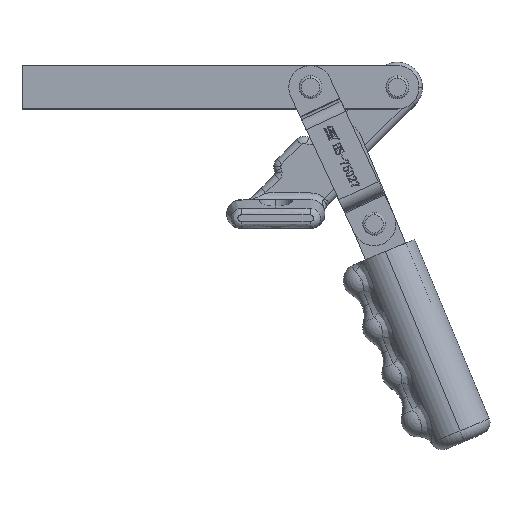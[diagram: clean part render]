
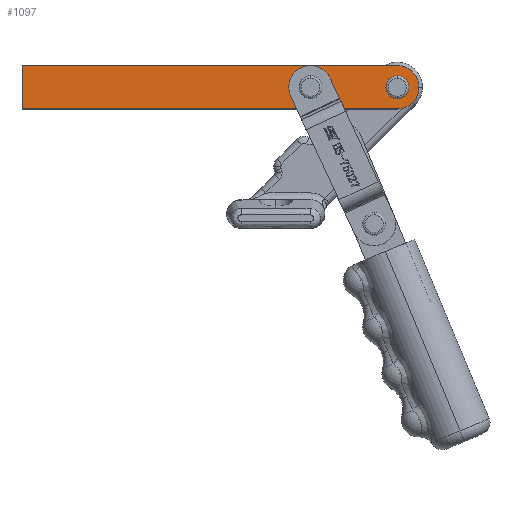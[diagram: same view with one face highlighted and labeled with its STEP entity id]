
A CAD part, top view. The second image highlights one B-rep face of the part: STEP entity #1097.
In plain terms, the highlighted planar face has unit normal (0, 0, 1).
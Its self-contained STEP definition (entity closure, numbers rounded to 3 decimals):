
#1097 = ADVANCED_FACE ( 'NONE', ( #5293, #5297, #5283 ), #17017, .T. ) ;
#1944 = CARTESIAN_POINT ( 'NONE',  ( 44.1, 0., 9.5 ) ) ;
#1945 = DIRECTION ( 'NONE',  ( 0., 0., 1. ) ) ;
#1946 = DIRECTION ( 'NONE',  ( 1., 0., 0. ) ) ;
#4892 = ORIENTED_EDGE ( 'NONE', *, *, #16764, .T. ) ;
#4893 = ORIENTED_EDGE ( 'NONE', *, *, #16788, .F. ) ;
#4894 = ORIENTED_EDGE ( 'NONE', *, *, #16524, .T. ) ;
#4895 = ORIENTED_EDGE ( 'NONE', *, *, #16530, .T. ) ;
#4896 = ORIENTED_EDGE ( 'NONE', *, *, #16771, .F. ) ;
#4897 = ORIENTED_EDGE ( 'NONE', *, *, #26656, .F. ) ;
#4898 = ORIENTED_EDGE ( 'NONE', *, *, #16527, .F. ) ;
#4899 = ORIENTED_EDGE ( 'NONE', *, *, #16516, .F. ) ;
#5283 = FACE_OUTER_BOUND ( 'NONE', #8721, .T. ) ;
#5293 = FACE_BOUND ( 'NONE', #8722, .T. ) ;
#5297 = FACE_BOUND ( 'NONE', #8724, .T. ) ;
#6502 = CARTESIAN_POINT ( 'NONE',  ( 82.1, 0., 9.5 ) ) ;
#6503 = DIRECTION ( 'NONE',  ( 0., 0., 1. ) ) ;
#6504 = DIRECTION ( 'NONE',  ( 1., 0., 0. ) ) ;
#6524 = CARTESIAN_POINT ( 'NONE',  ( 82.1, 0., 9.5 ) ) ;
#6525 = DIRECTION ( 'NONE',  ( 0., 0., 1. ) ) ;
#6526 = DIRECTION ( 'NONE',  ( 1., 0., 0. ) ) ;
#6530 = CARTESIAN_POINT ( 'NONE',  ( 82.1, 0., 9.5 ) ) ;
#6531 = DIRECTION ( 'NONE',  ( 0., 0., 1. ) ) ;
#6532 = DIRECTION ( 'NONE',  ( 1., 0., 0. ) ) ;
#6533 = CARTESIAN_POINT ( 'NONE',  ( 0., -9.5, 9.5 ) ) ;
#6538 = DIRECTION ( 'NONE',  ( 1., 0., 0. ) ) ;
#7320 = CIRCLE ( 'NONE', #15896, 4. ) ;
#7335 = CIRCLE ( 'NONE', #15900, 9.5 ) ;
#7338 = CIRCLE ( 'NONE', #15901, 4. ) ;
#7344 = LINE ( 'NONE', #6533, #7348 ) ;
#7348 = VECTOR ( 'NONE', #6538, 1000. ) ;
#7504 = LINE ( 'NONE', #14444, #7509 ) ;
#7506 = CIRCLE ( 'NONE', #15956, 4. ) ;
#7509 = VECTOR ( 'NONE', #14458, 1000. ) ;
#7525 = LINE ( 'NONE', #14498, #7528 ) ;
#7528 = VECTOR ( 'NONE', #14499, 1000. ) ;
#8721 = EDGE_LOOP ( 'NONE', ( #4895, #4894, #4893, #4892 ) ) ;
#8722 = EDGE_LOOP ( 'NONE', ( #4899, #4898 ) ) ;
#8724 = EDGE_LOOP ( 'NONE', ( #4897, #4896 ) ) ;
#14444 = CARTESIAN_POINT ( 'NONE',  ( -82.1, 0., 9.5 ) ) ;
#14458 = DIRECTION ( 'NONE',  ( 0., -1., 0. ) ) ;
#14468 = CARTESIAN_POINT ( 'NONE',  ( 44.1, 0., 9.5 ) ) ;
#14469 = DIRECTION ( 'NONE',  ( 0., 0., 1. ) ) ;
#14470 = DIRECTION ( 'NONE',  ( 1., 0., 0. ) ) ;
#14498 = CARTESIAN_POINT ( 'NONE',  ( 0., 9.5, 9.5 ) ) ;
#14499 = DIRECTION ( 'NONE',  ( 1., 0., 0. ) ) ;
#14763 = CIRCLE ( 'NONE', #16070, 4. ) ;
#15896 = AXIS2_PLACEMENT_3D ( 'NONE', #6502, #6503, #6504 ) ;
#15900 = AXIS2_PLACEMENT_3D ( 'NONE', #6524, #6525, #6526 ) ;
#15901 = AXIS2_PLACEMENT_3D ( 'NONE', #6530, #6531, #6532 ) ;
#15956 = AXIS2_PLACEMENT_3D ( 'NONE', #14468, #14469, #14470 ) ;
#16070 = AXIS2_PLACEMENT_3D ( 'NONE', #1944, #1945, #1946 ) ;
#16516 = EDGE_CURVE ( 'NONE', #28839, #28806, #7320, .T. ) ;
#16524 = EDGE_CURVE ( 'NONE', #28842, #28866, #7335, .T. ) ;
#16527 = EDGE_CURVE ( 'NONE', #28806, #28839, #7338, .T. ) ;
#16530 = EDGE_CURVE ( 'NONE', #28863, #28842, #7344, .T. ) ;
#16764 = EDGE_CURVE ( 'NONE', #28835, #28863, #7504, .T. ) ;
#16771 = EDGE_CURVE ( 'NONE', #28847, #28794, #7506, .T. ) ;
#16788 = EDGE_CURVE ( 'NONE', #28835, #28866, #7525, .T. ) ;
#17013 = DIRECTION ( 'NONE',  ( 0., 0., 1. ) ) ;
#17015 = CARTESIAN_POINT ( 'NONE',  ( 0., 0., 9.5 ) ) ;
#17017 = PLANE ( 'NONE',  #27200 ) ;
#17019 = DIRECTION ( 'NONE',  ( 1., 0., 0. ) ) ;
#22688 = CARTESIAN_POINT ( 'NONE',  ( 40.1, 0., 9.5 ) ) ;
#22700 = CARTESIAN_POINT ( 'NONE',  ( 86.1, 0., 9.5 ) ) ;
#22729 = CARTESIAN_POINT ( 'NONE',  ( -82.1, 9.5, 9.5 ) ) ;
#22733 = CARTESIAN_POINT ( 'NONE',  ( 78.1, 0., 9.5 ) ) ;
#22736 = CARTESIAN_POINT ( 'NONE',  ( 82.1, -9.5, 9.5 ) ) ;
#22741 = CARTESIAN_POINT ( 'NONE',  ( 48.1, 0., 9.5 ) ) ;
#22757 = CARTESIAN_POINT ( 'NONE',  ( -82.1, -9.5, 9.5 ) ) ;
#22760 = CARTESIAN_POINT ( 'NONE',  ( 82.1, 9.5, 9.5 ) ) ;
#26656 = EDGE_CURVE ( 'NONE', #28794, #28847, #14763, .T. ) ;
#27200 = AXIS2_PLACEMENT_3D ( 'NONE', #17015, #17013, #17019 ) ;
#28794 = VERTEX_POINT ( 'NONE', #22688 ) ;
#28806 = VERTEX_POINT ( 'NONE', #22700 ) ;
#28835 = VERTEX_POINT ( 'NONE', #22729 ) ;
#28839 = VERTEX_POINT ( 'NONE', #22733 ) ;
#28842 = VERTEX_POINT ( 'NONE', #22736 ) ;
#28847 = VERTEX_POINT ( 'NONE', #22741 ) ;
#28863 = VERTEX_POINT ( 'NONE', #22757 ) ;
#28866 = VERTEX_POINT ( 'NONE', #22760 ) ;
